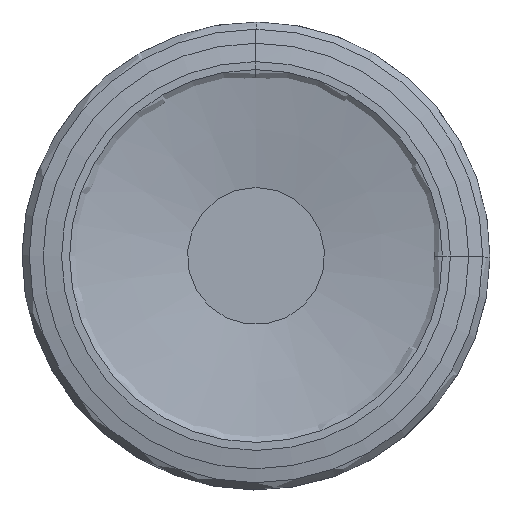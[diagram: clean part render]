
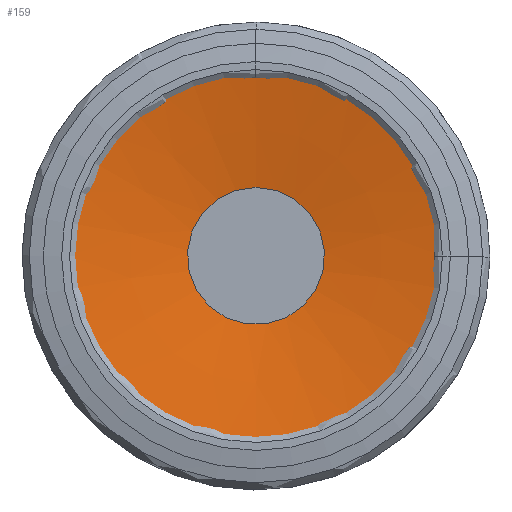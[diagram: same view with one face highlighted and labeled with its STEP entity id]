
A CAD part, left-side view. The second image highlights one B-rep face of the part: STEP entity #159.
In plain terms, the highlighted conical face has half-angle 80 degrees and reference radius 39.785 mm.
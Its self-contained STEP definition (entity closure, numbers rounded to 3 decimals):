
#54=CONICAL_SURFACE('',#758,39.785,80.);
#81=FACE_BOUND('',#284,.T.);
#82=FACE_BOUND('',#285,.T.);
#159=ADVANCED_FACE('',(#81,#82),#54,.F.);
#284=EDGE_LOOP('',(#503));
#285=EDGE_LOOP('',(#504));
#345=CIRCLE('',#755,39.785);
#346=CIRCLE('',#757,14.653);
#503=ORIENTED_EDGE('',*,*,#638,.F.);
#504=ORIENTED_EDGE('',*,*,#637,.T.);
#556=VERTEX_POINT('',#1535);
#557=VERTEX_POINT('',#1538);
#637=EDGE_CURVE('',#556,#556,#345,.T.);
#638=EDGE_CURVE('',#557,#557,#346,.T.);
#755=AXIS2_PLACEMENT_3D('',#1534,#925,#926);
#757=AXIS2_PLACEMENT_3D('',#1537,#929,#930);
#758=AXIS2_PLACEMENT_3D('',#1539,#931,#932);
#925=DIRECTION('',(-1.,0.,0.));
#926=DIRECTION('',(0.,0.,1.));
#929=DIRECTION('',(-1.,0.,0.));
#930=DIRECTION('',(0.,0.,1.));
#931=DIRECTION('',(-1.,0.,0.));
#932=DIRECTION('',(0.,0.,1.));
#1534=CARTESIAN_POINT('',(0.738,0.,0.));
#1535=CARTESIAN_POINT('',(0.738,0.,39.785));
#1537=CARTESIAN_POINT('',(5.169,0.,0.));
#1538=CARTESIAN_POINT('',(5.169,0.,14.653));
#1539=CARTESIAN_POINT('',(0.738,0.,0.));
